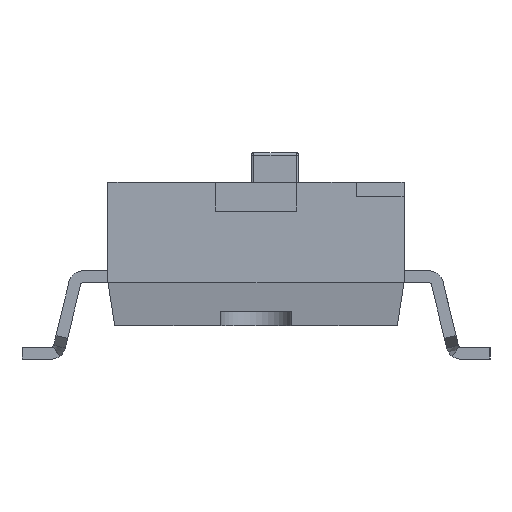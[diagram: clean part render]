
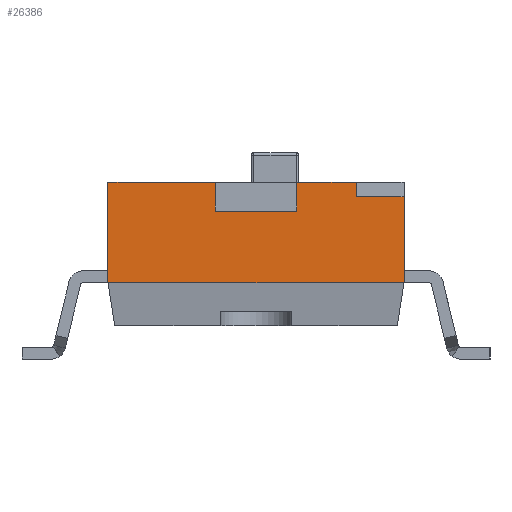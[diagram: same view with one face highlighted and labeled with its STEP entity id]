
A CAD part, left-side view. The second image highlights one B-rep face of the part: STEP entity #26386.
In plain terms, the highlighted planar face has unit normal (-1, 0, 0).
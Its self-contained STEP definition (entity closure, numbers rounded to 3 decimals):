
#1010=PLANE('',#28610);
#3044=LINE('',#41710,#5862);
#3046=LINE('',#41715,#5864);
#3050=LINE('',#41723,#5868);
#3307=LINE('',#43380,#6125);
#3398=LINE('',#44216,#6216);
#3413=LINE('',#44329,#6231);
#3425=LINE('',#44355,#6243);
#3429=LINE('',#44406,#6247);
#3434=LINE('',#44421,#6252);
#3436=LINE('',#44430,#6254);
#5862=VECTOR('',#34224,10.);
#5864=VECTOR('',#34228,10.);
#5868=VECTOR('',#34232,10.);
#6125=VECTOR('',#34613,10.);
#6216=VECTOR('',#34792,10.);
#6231=VECTOR('',#34831,10.);
#6243=VECTOR('',#34865,10.);
#6247=VECTOR('',#34881,10.);
#6252=VECTOR('',#34906,10.);
#6254=VECTOR('',#34922,10.);
#8453=FACE_OUTER_BOUND('',#9968,.T.);
#9968=EDGE_LOOP('',(#23530,#23531,#23532,#23533,#23534,#23535,#23536,#23537,
#23538,#23539));
#12780=VERTEX_POINT('',#41698);
#12784=VERTEX_POINT('',#41708);
#12785=VERTEX_POINT('',#41712);
#12786=VERTEX_POINT('',#41714);
#12789=VERTEX_POINT('',#41720);
#12790=VERTEX_POINT('',#41722);
#13017=VERTEX_POINT('',#43374);
#13019=VERTEX_POINT('',#43378);
#13077=VERTEX_POINT('',#44328);
#13081=VERTEX_POINT('',#44405);
#16211=EDGE_CURVE('',#12780,#12784,#3044,.T.);
#16213=EDGE_CURVE('',#12785,#12786,#3046,.T.);
#16217=EDGE_CURVE('',#12790,#12789,#3050,.T.);
#16514=EDGE_CURVE('',#13019,#13017,#3307,.T.);
#16618=EDGE_CURVE('',#12786,#13019,#3398,.T.);
#16635=EDGE_CURVE('',#13077,#12780,#3413,.T.);
#16648=EDGE_CURVE('',#13017,#12789,#3425,.T.);
#16652=EDGE_CURVE('',#13081,#12784,#3429,.T.);
#16657=EDGE_CURVE('',#12790,#13081,#3434,.T.);
#16659=EDGE_CURVE('',#12785,#13077,#3436,.T.);
#23530=ORIENTED_EDGE('',*,*,#16217,.T.);
#23531=ORIENTED_EDGE('',*,*,#16648,.F.);
#23532=ORIENTED_EDGE('',*,*,#16514,.F.);
#23533=ORIENTED_EDGE('',*,*,#16618,.F.);
#23534=ORIENTED_EDGE('',*,*,#16213,.F.);
#23535=ORIENTED_EDGE('',*,*,#16659,.T.);
#23536=ORIENTED_EDGE('',*,*,#16635,.T.);
#23537=ORIENTED_EDGE('',*,*,#16211,.T.);
#23538=ORIENTED_EDGE('',*,*,#16652,.F.);
#23539=ORIENTED_EDGE('',*,*,#16657,.F.);
#26386=ADVANCED_FACE('',(#8453),#1010,.T.);
#28610=AXIS2_PLACEMENT_3D('',#44429,#34920,#34921);
#34224=DIRECTION('',(0.,0.,1.));
#34228=DIRECTION('',(0.,-1.,0.));
#34232=DIRECTION('',(0.,1.,0.));
#34613=DIRECTION('',(0.,-1.,0.));
#34792=DIRECTION('',(0.,0.,-1.));
#34831=DIRECTION('',(0.,-1.,0.));
#34865=DIRECTION('',(0.,0.,1.));
#34881=DIRECTION('',(0.,-1.,0.));
#34906=DIRECTION('',(0.,0.,-1.));
#34920=DIRECTION('center_axis',(-1.,0.,0.));
#34921=DIRECTION('ref_axis',(0.,1.,0.));
#34922=DIRECTION('',(0.,0.,-1.));
#41698=CARTESIAN_POINT('',(-10.63,-3.1,1.635));
#41708=CARTESIAN_POINT('',(-10.63,-3.1,3.435));
#41710=CARTESIAN_POINT('',(-10.63,-3.1,3.135));
#41712=CARTESIAN_POINT('',(-10.63,3.1,3.735));
#41714=CARTESIAN_POINT('',(-10.63,0.85,3.735));
#41715=CARTESIAN_POINT('',(-10.63,3.1,3.735));
#41720=CARTESIAN_POINT('',(-10.63,-0.85,3.735));
#41722=CARTESIAN_POINT('',(-10.63,-2.1,3.735));
#41723=CARTESIAN_POINT('',(-10.63,-2.1,3.735));
#43374=CARTESIAN_POINT('',(-10.63,-0.85,3.135));
#43378=CARTESIAN_POINT('',(-10.63,0.85,3.135));
#43380=CARTESIAN_POINT('',(-10.63,3.1,3.135));
#44216=CARTESIAN_POINT('',(-10.63,0.85,3.735));
#44328=CARTESIAN_POINT('',(-10.63,3.1,1.635));
#44329=CARTESIAN_POINT('',(-10.63,3.1,1.635));
#44355=CARTESIAN_POINT('',(-10.63,-0.85,3.135));
#44405=CARTESIAN_POINT('',(-10.63,-2.1,3.435));
#44406=CARTESIAN_POINT('',(-10.63,-2.1,3.435));
#44421=CARTESIAN_POINT('',(-10.63,-2.1,3.735));
#44429=CARTESIAN_POINT('Origin',(-10.63,-3.337,4.407));
#44430=CARTESIAN_POINT('',(-10.63,3.1,3.735));
